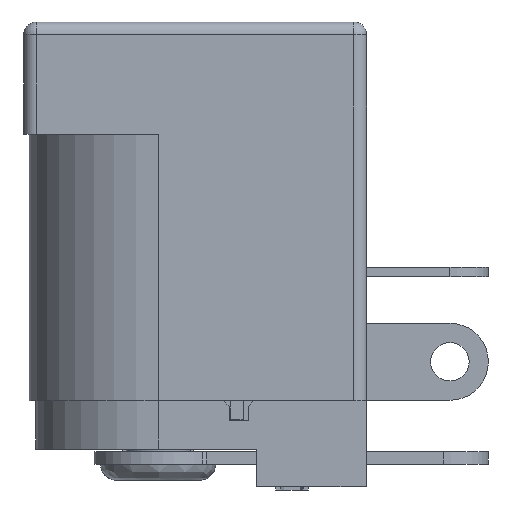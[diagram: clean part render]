
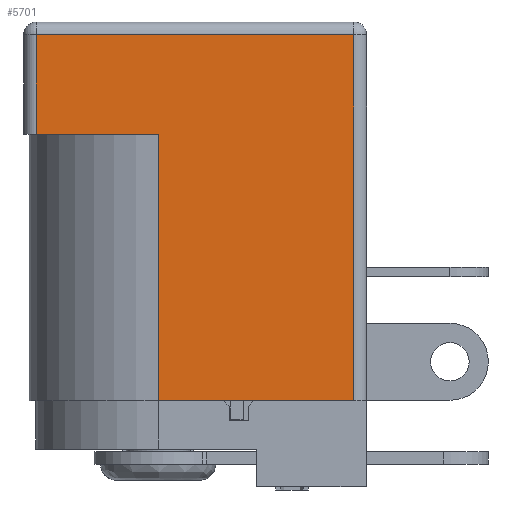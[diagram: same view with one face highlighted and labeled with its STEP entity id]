
A CAD part, left-side view. The second image highlights one B-rep face of the part: STEP entity #5701.
In plain terms, the highlighted planar face has unit normal (-1, 0, 0).
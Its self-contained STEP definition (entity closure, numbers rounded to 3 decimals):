
#5190 = VERTEX_POINT('',#5191);
#5191 = CARTESIAN_POINT('',(-4.5,-0.014,-3.5));
#5199 = VERTEX_POINT('',#5200);
#5200 = CARTESIAN_POINT('',(-4.5,-0.014,-11.816));
#5206 = EDGE_CURVE('',#5199,#5190,#5207,.T.);
#5207 = LINE('',#5208,#5209);
#5208 = CARTESIAN_POINT('',(-4.5,-0.014,-11.816));
#5209 = VECTOR('',#5210,1.);
#5210 = DIRECTION('',(0.,0.,1.));
#5701 = ADVANCED_FACE('',(#5702),#5743,.T.);
#5702 = FACE_BOUND('',#5703,.T.);
#5703 = EDGE_LOOP('',(#5704,#5714,#5722,#5728,#5729,#5737));
#5704 = ORIENTED_EDGE('',*,*,#5705,.T.);
#5705 = EDGE_CURVE('',#5706,#5708,#5710,.T.);
#5706 = VERTEX_POINT('',#5707);
#5707 = CARTESIAN_POINT('',(-4.5,-6.114,-0.4));
#5708 = VERTEX_POINT('',#5709);
#5709 = CARTESIAN_POINT('',(-4.5,3.786,-0.4));
#5710 = LINE('',#5711,#5712);
#5711 = CARTESIAN_POINT('',(-4.5,4.186,-0.4));
#5712 = VECTOR('',#5713,1.);
#5713 = DIRECTION('',(0.,1.,0.));
#5714 = ORIENTED_EDGE('',*,*,#5715,.T.);
#5715 = EDGE_CURVE('',#5708,#5716,#5718,.T.);
#5716 = VERTEX_POINT('',#5717);
#5717 = CARTESIAN_POINT('',(-4.5,3.786,-3.5));
#5718 = LINE('',#5719,#5720);
#5719 = CARTESIAN_POINT('',(-4.5,3.786,-3.5));
#5720 = VECTOR('',#5721,1.);
#5721 = DIRECTION('',(-0.,0.,-1.));
#5722 = ORIENTED_EDGE('',*,*,#5723,.T.);
#5723 = EDGE_CURVE('',#5716,#5190,#5724,.T.);
#5724 = LINE('',#5725,#5726);
#5725 = CARTESIAN_POINT('',(-4.5,-0.014,-3.5));
#5726 = VECTOR('',#5727,1.);
#5727 = DIRECTION('',(-0.,-1.,0.));
#5728 = ORIENTED_EDGE('',*,*,#5206,.F.);
#5729 = ORIENTED_EDGE('',*,*,#5730,.F.);
#5730 = EDGE_CURVE('',#5731,#5199,#5733,.T.);
#5731 = VERTEX_POINT('',#5732);
#5732 = CARTESIAN_POINT('',(-4.5,-6.114,-11.816));
#5733 = LINE('',#5734,#5735);
#5734 = CARTESIAN_POINT('',(-4.5,-1.12,-11.816));
#5735 = VECTOR('',#5736,1.);
#5736 = DIRECTION('',(0.,1.,0.));
#5737 = ORIENTED_EDGE('',*,*,#5738,.T.);
#5738 = EDGE_CURVE('',#5731,#5706,#5739,.T.);
#5739 = LINE('',#5740,#5741);
#5740 = CARTESIAN_POINT('',(-4.5,-6.114,0.));
#5741 = VECTOR('',#5742,1.);
#5742 = DIRECTION('',(0.,-0.,1.));
#5743 = PLANE('',#5744);
#5744 = AXIS2_PLACEMENT_3D('',#5745,#5746,#5747);
#5745 = CARTESIAN_POINT('',(-4.5,-6.5,0.));
#5746 = DIRECTION('',(-1.,0.,0.));
#5747 = DIRECTION('',(0.,1.,0.));
